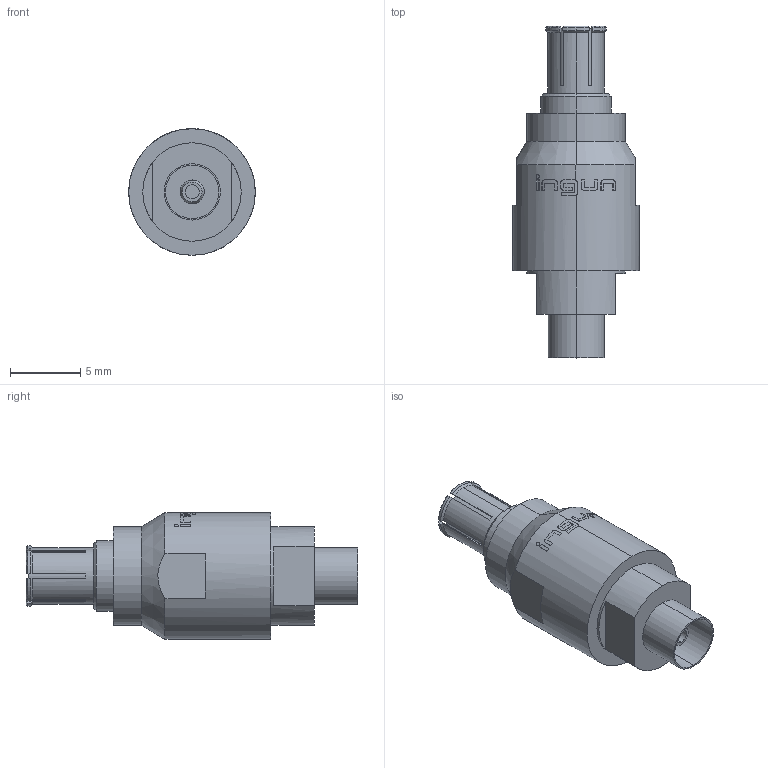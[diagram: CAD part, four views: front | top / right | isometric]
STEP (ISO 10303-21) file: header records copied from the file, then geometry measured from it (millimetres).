
FILE_DESCRIPTION (( 'STEP AP203' ), '1' );
FILE_NAME ('INGUN_HFS-ADA-MCX-M-MCX-F-03DB.STEP', '2022-05-09T10:59:31', ( 'ochi' ), ( '' ), 'SwSTEP 2.0', 'SolidWorks 2018', '' );
FILE_SCHEMA (( 'CONFIG_CONTROL_DESIGN' ));
Length unit declared in the file: millimetre
Products named in the file (1): INGUN_HFS-ADA-MCX-M-MCX-F-03DB
Bounding box: 9 x 23.6 x 9 mm (x, y, z)
Volume: 788.1 mm3; surface area: 806.8 mm2
Topology: 1 solids, 1 shells, 169 faces, 442 edges, 290 vertices
Faces by surface type: plane 84, cylinder 39, bspline 22, cone 22, torus 2
Entity records: 5671 total; most frequent: CARTESIAN_POINT 1570, ORIENTED_EDGE 884, DIRECTION 780, EDGE_CURVE 442, AXIS2_PLACEMENT_3D 304, VERTEX_POINT 290, EDGE_LOOP 184, VECTOR 172
